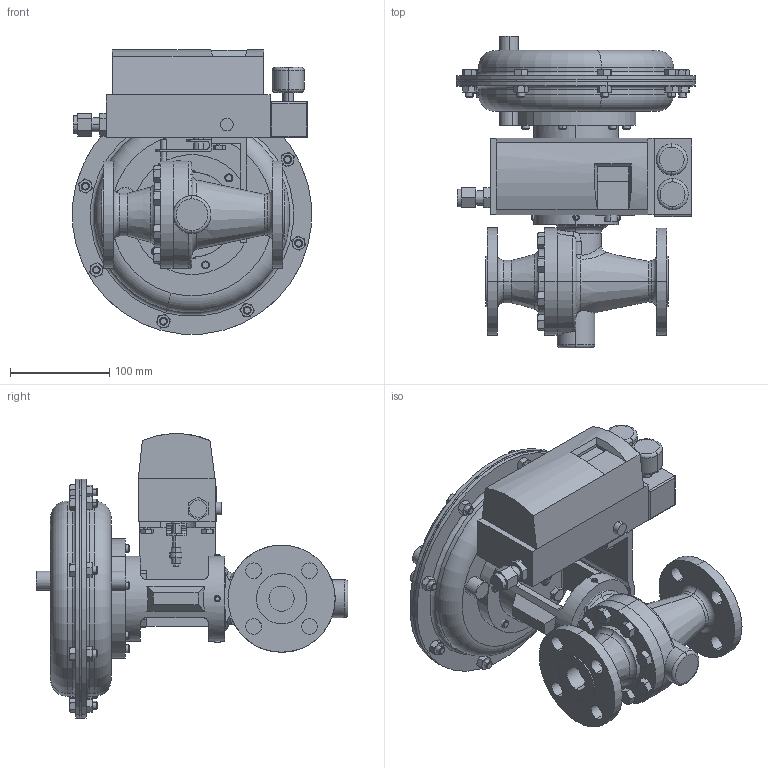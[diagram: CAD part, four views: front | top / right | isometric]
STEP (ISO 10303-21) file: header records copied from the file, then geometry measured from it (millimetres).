
FILE_DESCRIPTION (( 'STEP AP203' ), '1' );
FILE_NAME ('70SP-100-CS+S6-I5-35M-16IQ.STEP', '2017-09-11T17:11:40', ( '' ), ( '' ), 'SwSTEP 2.0', 'SolidWorks 2014', '' );
FILE_SCHEMA (( 'CONFIG_CONTROL_DESIGN' ));
Length unit declared in the file: inch
Products named in the file (1): 70SP-100-CS+S6-I5-35M-16IQ
Bounding box: 240.92 x 313.98 x 286.54 mm (x, y, z)
Volume: 4964225.3 mm3; surface area: 647439.8 mm2
Topology: 54 solids, 54 shells, 1091 faces, 2375 edges, 1436 vertices
Faces by surface type: plane 489, cone 359, cylinder 197, torus 35, bspline 7, sphere 4
Entity records: 32512 total; most frequent: CARTESIAN_POINT 9355, DIRECTION 4733, ORIENTED_EDGE 4726, EDGE_CURVE 2363, AXIS2_PLACEMENT_3D 1879, VERTEX_POINT 1436, EDGE_LOOP 1167, FACE_OUTER_BOUND 1091
